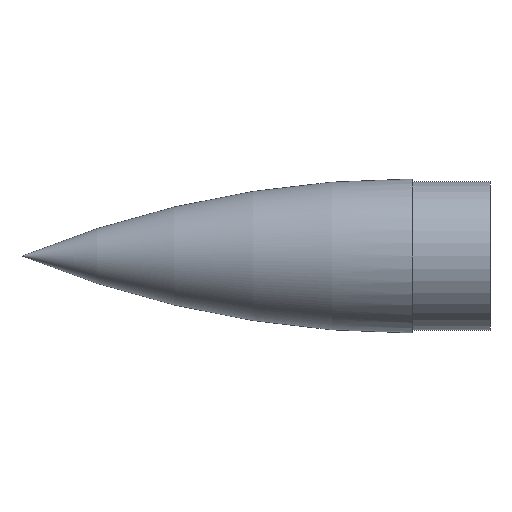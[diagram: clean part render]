
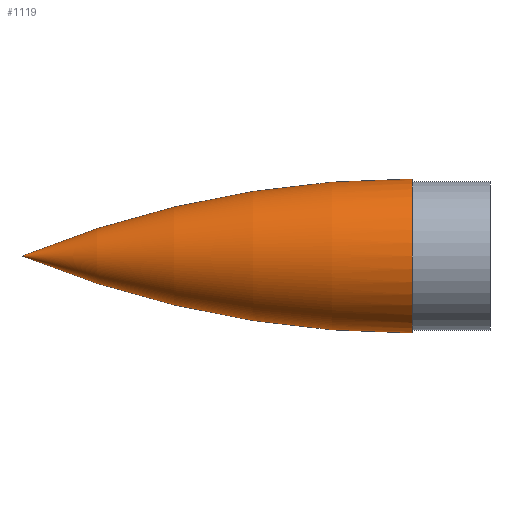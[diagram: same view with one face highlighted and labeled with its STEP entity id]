
A CAD part, left-side view. The second image highlights one B-rep face of the part: STEP entity #1119.
In plain terms, the highlighted toroidal (fillet/blend) face has major radius 365.201 mm and minor radius 394.806 mm.
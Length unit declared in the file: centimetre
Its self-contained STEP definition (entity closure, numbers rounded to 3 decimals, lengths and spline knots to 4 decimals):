
#31 = CARTESIAN_POINT ( 'NONE',  ( 0., 0., 0. ) ) ;
#72 = CARTESIAN_POINT ( 'NONE',  ( 0., 0., -2.9605 ) ) ;
#140 = ORIENTED_EDGE ( 'NONE', *, *, #855, .F. ) ;
#213 = FACE_OUTER_BOUND ( 'NONE', #830, .T. ) ;
#316 = EDGE_CURVE ( 'NONE', #774, #799, #982, .T. ) ;
#332 = DIRECTION ( 'NONE',  ( 0., 0., -1. ) ) ;
#336 = DIRECTION ( 'NONE',  ( -1., 0., 0. ) ) ;
#353 = DIRECTION ( 'NONE',  ( 0., 0., -1. ) ) ;
#464 = DIRECTION ( 'NONE',  ( 0., -1., 0. ) ) ;
#495 = AXIS2_PLACEMENT_3D ( 'NONE', #828, #1270, #1262 ) ;
#542 = CARTESIAN_POINT ( 'NONE',  ( 0., 0., 0. ) ) ;
#549 = CARTESIAN_POINT ( 'NONE',  ( 0., 0., 36.5201 ) ) ;
#565 = ORIENTED_EDGE ( 'NONE', *, *, #968, .T. ) ;
#693 = CIRCLE ( 'NONE', #495, 39.4806 ) ;
#755 = DIRECTION ( 'NONE',  ( 0., 0., 1. ) ) ;
#774 = VERTEX_POINT ( 'NONE', #1051 ) ;
#799 = VERTEX_POINT ( 'NONE', #72 ) ;
#813 = AXIS2_PLACEMENT_3D ( 'NONE', #542, #464, #353 ) ;
#828 = CARTESIAN_POINT ( 'NONE',  ( 0., 0., -36.5201 ) ) ;
#830 = EDGE_LOOP ( 'NONE', ( #140, #565, #1227 ) ) ;
#855 = EDGE_CURVE ( 'NONE', #885, #774, #693, .T. ) ;
#868 = AXIS2_PLACEMENT_3D ( 'NONE', #549, #336, #755 ) ;
#885 = VERTEX_POINT ( 'NONE', #1080 ) ;
#968 = EDGE_CURVE ( 'NONE', #885, #799, #989, .T. ) ;
#982 = CIRCLE ( 'NONE', #1260, 2.9605 ) ;
#989 = CIRCLE ( 'NONE', #868, 39.4806 ) ;
#1051 = CARTESIAN_POINT ( 'NONE',  ( 0., 0., 2.9605 ) ) ;
#1080 = CARTESIAN_POINT ( 'NONE',  ( 0., 15., 0. ) ) ;
#1119 = ADVANCED_FACE ( 'NONE', ( #213 ), #1244, .T. ) ;
#1227 = ORIENTED_EDGE ( 'NONE', *, *, #316, .F. ) ;
#1244 = TOROIDAL_SURFACE ( 'NONE', #813, -36.5201, 39.4806 ) ;
#1260 = AXIS2_PLACEMENT_3D ( 'NONE', #31, #1333, #332 ) ;
#1262 = DIRECTION ( 'NONE',  ( 0., 0., -1. ) ) ;
#1270 = DIRECTION ( 'NONE',  ( 1., 0., 0. ) ) ;
#1333 = DIRECTION ( 'NONE',  ( 0., -1., 0. ) ) ;
